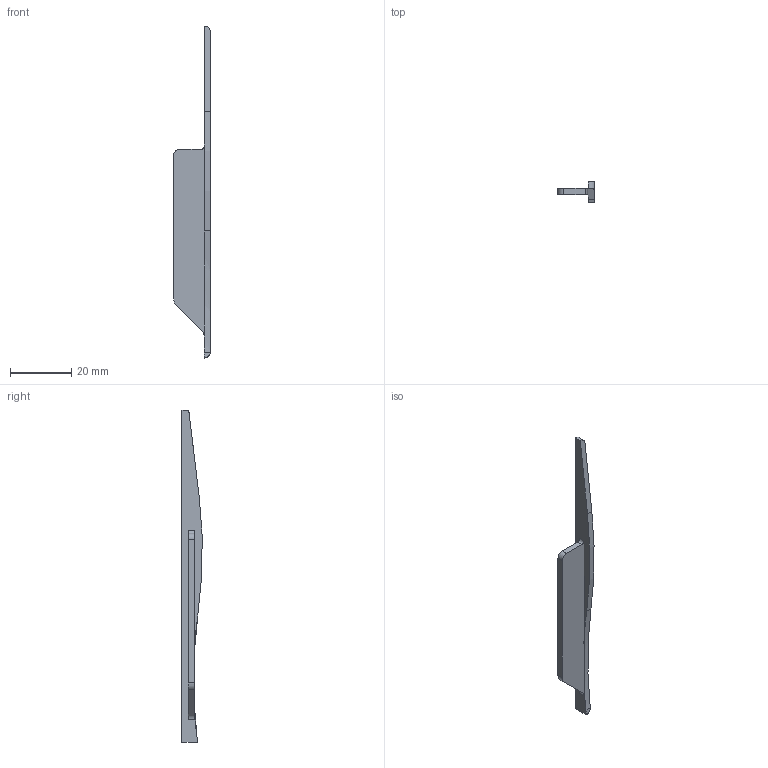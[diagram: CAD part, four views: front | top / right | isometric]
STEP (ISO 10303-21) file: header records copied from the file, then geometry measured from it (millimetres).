
FILE_DESCRIPTION(/* description */ (''),/* implementation_level */ '2;1');
FILE_NAME(/* name */ 'rightdiffuser.stp',/* time_stamp */ '2023-10-18T19:57:33-05:00',/* author */ ('Eric'),/* organization */ (''),/* preprocessor_version */ 'ST-DEVELOPER v19',/* originating_system */ 'Autodesk Inventor 2023',/* authorisation */ '');
FILE_SCHEMA (('AUTOMOTIVE_DESIGN { 1 0 10303 214 3 1 1 }'));
Length unit declared in the file: inch
Products named in the file (1): rightdiffuser
Bounding box: 12 x 6.61 x 108.2 mm (x, y, z)
Volume: 2147.3 mm3; surface area: 2623.7 mm2
Topology: 1 solids, 1 shells, 19 faces, 49 edges, 32 vertices
Faces by surface type: plane 10, cylinder 9
Entity records: 666 total; most frequent: CARTESIAN_POINT 113, DIRECTION 105, ORIENTED_EDGE 98, EDGE_CURVE 49, AXIS2_PLACEMENT_3D 38, VERTEX_POINT 32, LINE 29, VECTOR 29
